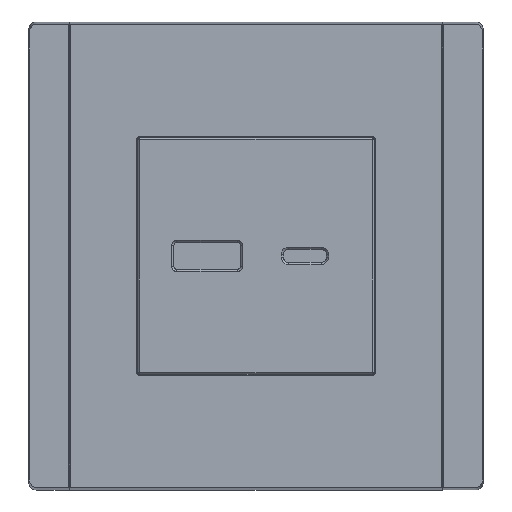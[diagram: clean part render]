
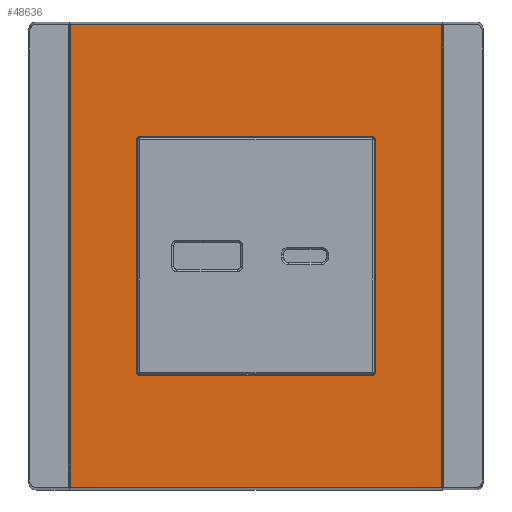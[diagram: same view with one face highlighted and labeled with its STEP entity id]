
A CAD part, top view. The second image highlights one B-rep face of the part: STEP entity #48636.
In plain terms, the highlighted planar face has unit normal (0, 0, 1).
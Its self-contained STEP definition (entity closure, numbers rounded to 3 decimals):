
#950 = EDGE_CURVE ( 'NONE', #17268, #30066, #19148, .T. ) ;
#1391 = EDGE_CURVE ( 'NONE', #14657, #30066, #6747, .T. ) ;
#2159 = LINE ( 'NONE', #19201, #27861 ) ;
#3492 = CARTESIAN_POINT ( 'NONE',  ( 577.529, 77.322, 11.5 ) ) ;
#4314 = CARTESIAN_POINT ( 'NONE',  ( 600., 100., 11.5 ) ) ;
#4919 = ORIENTED_EDGE ( 'NONE', *, *, #34338, .T. ) ;
#5682 = ORIENTED_EDGE ( 'NONE', *, *, #14375, .F. ) ;
#5833 = VECTOR ( 'NONE', #23924, 1000. ) ;
#6747 = LINE ( 'NONE', #45885, #15338 ) ;
#6879 = EDGE_CURVE ( 'NONE', #17268, #19134, #53569, .T. ) ;
#6892 = CARTESIAN_POINT ( 'NONE',  ( 622.471, 77.322, 11.5 ) ) ;
#7609 = VERTEX_POINT ( 'NONE', #27169 ) ;
#8144 = CARTESIAN_POINT ( 'NONE',  ( 577.322, 77.822, 11.5 ) ) ;
#8238 = DIRECTION ( 'NONE',  ( 0., 0., 1. ) ) ;
#8265 = CARTESIAN_POINT ( 'NONE',  ( 622.678, 77.822, 11.5 ) ) ;
#9684 = CARTESIAN_POINT ( 'NONE',  ( 622.471, 122.678, 11.5 ) ) ;
#9930 = CARTESIAN_POINT ( 'NONE',  ( 600., 144.091, 11.5 ) ) ;
#10486 = CARTESIAN_POINT ( 'NONE',  ( 635.32, 144.091, 11.5 ) ) ;
#11627 = CARTESIAN_POINT ( 'NONE',  ( 622.678, 77.529, 11.5 ) ) ;
#12155 = CARTESIAN_POINT ( 'NONE',  ( 577.822, 122.678, 11.5 ) ) ;
#12389 = EDGE_CURVE ( 'NONE', #7609, #47608, #27009, .T. ) ;
#12716 = PLANE ( 'NONE',  #31429 ) ;
#12842 = DIRECTION ( 'NONE',  ( 0., -1., 0. ) ) ;
#13473 = CARTESIAN_POINT ( 'NONE',  ( 577.822, 122.678, 11.5 ) ) ;
#13654 = CARTESIAN_POINT ( 'NONE',  ( 564.68, 144.091, 11.5 ) ) ;
#14038 = DIRECTION ( 'NONE',  ( 1., 0., 0. ) ) ;
#14375 = EDGE_CURVE ( 'NONE', #27951, #44750, #2159, .T. ) ;
#14657 = VERTEX_POINT ( 'NONE', #8265 ) ;
#14702 = CARTESIAN_POINT ( 'NONE',  ( 622.178, 122.678, 11.5 ) ) ;
#14753 = ORIENTED_EDGE ( 'NONE', *, *, #18665, .T. ) ;
#15184 = ORIENTED_EDGE ( 'NONE', *, *, #39795, .T. ) ;
#15229 = CARTESIAN_POINT ( 'NONE',  ( 600., 122.678, 11.5 ) ) ;
#15338 = VECTOR ( 'NONE', #20148, 1000. ) ;
#16344 = CARTESIAN_POINT ( 'NONE',  ( 577.322, 77.529, 11.5 ) ) ;
#17019 = CARTESIAN_POINT ( 'NONE',  ( 564.68, 100., 11.5 ) ) ;
#17124 = VERTEX_POINT ( 'NONE', #21998 ) ;
#17268 = VERTEX_POINT ( 'NONE', #14702 ) ;
#17394 =( BOUNDED_CURVE ( )  B_SPLINE_CURVE ( 3, ( #24758, #51018, #37327, #12155 ),
 .UNSPECIFIED., .F., .F. ) 
 B_SPLINE_CURVE_WITH_KNOTS ( ( 4, 4 ),
 ( 5.498, 7.068 ),
 .UNSPECIFIED. ) 
 CURVE ( )  GEOMETRIC_REPRESENTATION_ITEM ( )  RATIONAL_B_SPLINE_CURVE ( ( 1., 0.805, 0.805, 1. ) ) 
 REPRESENTATION_ITEM ( '' )  );
#18665 = EDGE_CURVE ( 'NONE', #17124, #39914, #39274, .T. ) ;
#18837 = CARTESIAN_POINT ( 'NONE',  ( 635.32, 100., 11.5 ) ) ;
#19134 = VERTEX_POINT ( 'NONE', #13473 ) ;
#19148 =( BOUNDED_CURVE ( )  B_SPLINE_CURVE ( 3, ( #47997, #9684, #40444, #36791 ),
 .UNSPECIFIED., .F., .F. ) 
 B_SPLINE_CURVE_WITH_KNOTS ( ( 4, 4 ),
 ( 5.498, 7.068 ),
 .UNSPECIFIED. ) 
 CURVE ( )  GEOMETRIC_REPRESENTATION_ITEM ( )  RATIONAL_B_SPLINE_CURVE ( ( 1., 0.805, 0.805, 1. ) ) 
 REPRESENTATION_ITEM ( '' )  );
#19201 = CARTESIAN_POINT ( 'NONE',  ( 577.322, 100., 11.5 ) ) ;
#19634 = CARTESIAN_POINT ( 'NONE',  ( 577.322, 122.178, 11.5 ) ) ;
#20148 = DIRECTION ( 'NONE',  ( 0., 1., 0. ) ) ;
#20277 = FACE_OUTER_BOUND ( 'NONE', #50032, .T. ) ;
#21318 = ORIENTED_EDGE ( 'NONE', *, *, #53939, .T. ) ;
#21998 = CARTESIAN_POINT ( 'NONE',  ( 635.32, 55.909, 11.5 ) ) ;
#22449 = CARTESIAN_POINT ( 'NONE',  ( 600., 55.909, 11.5 ) ) ;
#23405 = CARTESIAN_POINT ( 'NONE',  ( 622.678, 77.822, 11.5 ) ) ;
#23924 = DIRECTION ( 'NONE',  ( -1., 0., 0. ) ) ;
#23954 = CARTESIAN_POINT ( 'NONE',  ( 622.178, 77.322, 11.5 ) ) ;
#24758 = CARTESIAN_POINT ( 'NONE',  ( 577.322, 122.178, 11.5 ) ) ;
#26852 = ORIENTED_EDGE ( 'NONE', *, *, #6879, .F. ) ;
#27009 = LINE ( 'NONE', #39309, #50180 ) ;
#27169 = CARTESIAN_POINT ( 'NONE',  ( 577.822, 77.322, 11.5 ) ) ;
#27695 = CARTESIAN_POINT ( 'NONE',  ( 622.178, 77.322, 11.5 ) ) ;
#27861 = VECTOR ( 'NONE', #36262, 1000. ) ;
#27951 = VERTEX_POINT ( 'NONE', #19634 ) ;
#28680 = EDGE_LOOP ( 'NONE', ( #30153, #40255, #5682, #21318, #26852, #29812, #41287, #4919 ) ) ;
#29479 = CARTESIAN_POINT ( 'NONE',  ( 577.322, 77.822, 11.5 ) ) ;
#29541 = CARTESIAN_POINT ( 'NONE',  ( 622.678, 122.178, 11.5 ) ) ;
#29812 = ORIENTED_EDGE ( 'NONE', *, *, #950, .T. ) ;
#30066 = VERTEX_POINT ( 'NONE', #29541 ) ;
#30153 = ORIENTED_EDGE ( 'NONE', *, *, #12389, .F. ) ;
#30456 = LINE ( 'NONE', #17019, #44711 ) ;
#31429 = AXIS2_PLACEMENT_3D ( 'NONE', #4314, #8238, #47376 ) ;
#34338 = EDGE_CURVE ( 'NONE', #14657, #47608, #39390, .T. ) ;
#34558 = DIRECTION ( 'NONE',  ( -1., 0., 0. ) ) ;
#34956 = VECTOR ( 'NONE', #44037, 1000. ) ;
#36262 = DIRECTION ( 'NONE',  ( 0., -1., 0. ) ) ;
#36791 = CARTESIAN_POINT ( 'NONE',  ( 622.678, 122.178, 11.5 ) ) ;
#37327 = CARTESIAN_POINT ( 'NONE',  ( 577.529, 122.678, 11.5 ) ) ;
#39274 = LINE ( 'NONE', #18837, #34956 ) ;
#39309 = CARTESIAN_POINT ( 'NONE',  ( 600., 77.322, 11.5 ) ) ;
#39390 =( BOUNDED_CURVE ( )  B_SPLINE_CURVE ( 3, ( #23405, #11627, #6892, #23954 ),
 .UNSPECIFIED., .F., .F. ) 
 B_SPLINE_CURVE_WITH_KNOTS ( ( 4, 4 ),
 ( 5.498, 7.068 ),
 .UNSPECIFIED. ) 
 CURVE ( )  GEOMETRIC_REPRESENTATION_ITEM ( )  RATIONAL_B_SPLINE_CURVE ( ( 1., 0.805, 0.805, 1. ) ) 
 REPRESENTATION_ITEM ( '' )  );
#39416 = VERTEX_POINT ( 'NONE', #13654 ) ;
#39795 = EDGE_CURVE ( 'NONE', #39914, #39416, #48247, .T. ) ;
#39914 = VERTEX_POINT ( 'NONE', #10486 ) ;
#40251 =( BOUNDED_CURVE ( )  B_SPLINE_CURVE ( 3, ( #50737, #3492, #16344, #29479 ),
 .UNSPECIFIED., .F., .F. ) 
 B_SPLINE_CURVE_WITH_KNOTS ( ( 4, 4 ),
 ( 5.498, 7.068 ),
 .UNSPECIFIED. ) 
 CURVE ( )  GEOMETRIC_REPRESENTATION_ITEM ( )  RATIONAL_B_SPLINE_CURVE ( ( 1., 0.805, 0.805, 1. ) ) 
 REPRESENTATION_ITEM ( '' )  );
#40255 = ORIENTED_EDGE ( 'NONE', *, *, #51318, .T. ) ;
#40444 = CARTESIAN_POINT ( 'NONE',  ( 622.678, 122.471, 11.5 ) ) ;
#41287 = ORIENTED_EDGE ( 'NONE', *, *, #1391, .F. ) ;
#41928 = CARTESIAN_POINT ( 'NONE',  ( 564.68, 55.909, 11.5 ) ) ;
#42239 = EDGE_CURVE ( 'NONE', #50838, #17124, #52374, .T. ) ;
#42563 = ORIENTED_EDGE ( 'NONE', *, *, #42239, .T. ) ;
#44037 = DIRECTION ( 'NONE',  ( 0., 1., 0. ) ) ;
#44071 = DIRECTION ( 'NONE',  ( 1., 0., 0. ) ) ;
#44711 = VECTOR ( 'NONE', #12842, 1000. ) ;
#44750 = VERTEX_POINT ( 'NONE', #8144 ) ;
#45637 = VECTOR ( 'NONE', #34558, 1000. ) ;
#45885 = CARTESIAN_POINT ( 'NONE',  ( 622.678, 100., 11.5 ) ) ;
#47376 = DIRECTION ( 'NONE',  ( 1., 0., 0. ) ) ;
#47608 = VERTEX_POINT ( 'NONE', #27695 ) ;
#47941 = EDGE_CURVE ( 'NONE', #39416, #50838, #30456, .T. ) ;
#47997 = CARTESIAN_POINT ( 'NONE',  ( 622.178, 122.678, 11.5 ) ) ;
#48247 = LINE ( 'NONE', #9930, #45637 ) ;
#48636 = ADVANCED_FACE ( 'NONE', ( #20277, #50196 ), #12716, .T. ) ;
#49352 = VECTOR ( 'NONE', #14038, 1000. ) ;
#50032 = EDGE_LOOP ( 'NONE', ( #53680, #42563, #14753, #15184 ) ) ;
#50180 = VECTOR ( 'NONE', #44071, 1000. ) ;
#50196 = FACE_BOUND ( 'NONE', #28680, .T. ) ;
#50737 = CARTESIAN_POINT ( 'NONE',  ( 577.822, 77.322, 11.5 ) ) ;
#50838 = VERTEX_POINT ( 'NONE', #41928 ) ;
#51018 = CARTESIAN_POINT ( 'NONE',  ( 577.322, 122.471, 11.5 ) ) ;
#51318 = EDGE_CURVE ( 'NONE', #7609, #44750, #40251, .T. ) ;
#52374 = LINE ( 'NONE', #22449, #49352 ) ;
#53569 = LINE ( 'NONE', #15229, #5833 ) ;
#53680 = ORIENTED_EDGE ( 'NONE', *, *, #47941, .T. ) ;
#53939 = EDGE_CURVE ( 'NONE', #27951, #19134, #17394, .T. ) ;
